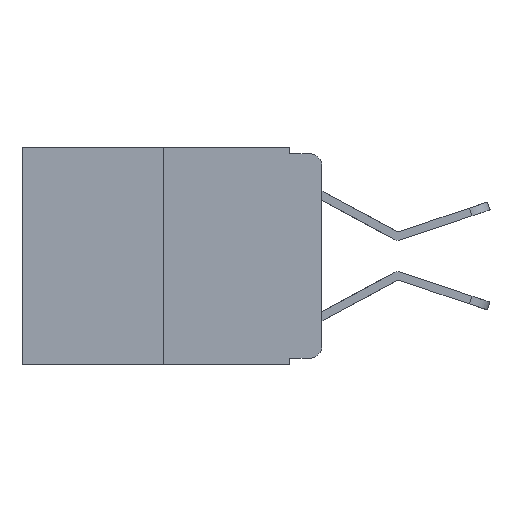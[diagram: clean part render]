
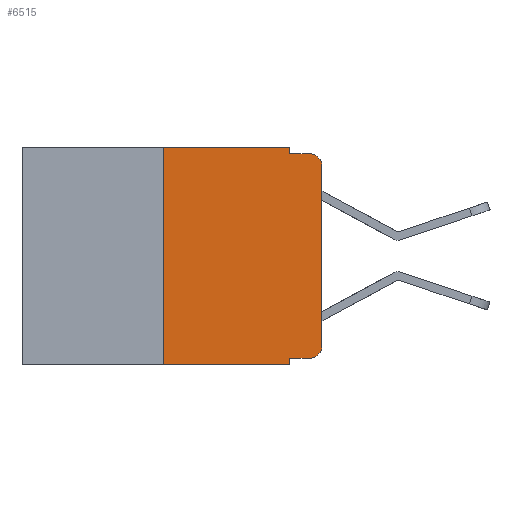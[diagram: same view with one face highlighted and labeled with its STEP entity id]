
A CAD part, left-side view. The second image highlights one B-rep face of the part: STEP entity #6515.
In plain terms, the highlighted planar face has unit normal (-1, 0, 0).
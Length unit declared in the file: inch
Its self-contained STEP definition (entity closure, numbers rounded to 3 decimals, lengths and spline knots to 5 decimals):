
#888 = AXIS2_PLACEMENT_3D ( 'NONE', #5971, #7366, #7459 ) ;
#1062 = VERTEX_POINT ( 'NONE', #16053 ) ;
#1270 = DIRECTION ( 'NONE',  ( 0., 0., -1. ) ) ;
#1271 = DIRECTION ( 'NONE',  ( 0., -1., 0. ) ) ;
#1393 = VECTOR ( 'NONE', #15584, 39.37008 ) ;
#1499 = VECTOR ( 'NONE', #1653, 39.37008 ) ;
#1653 = DIRECTION ( 'NONE',  ( 0., -1., 0. ) ) ;
#2046 = AXIS2_PLACEMENT_3D ( 'NONE', #2256, #7384, #1270 ) ;
#2051 = EDGE_CURVE ( 'NONE', #6452, #1062, #2812, .T. ) ;
#2240 = CARTESIAN_POINT ( 'NONE',  ( 0., 0.25, -0.343 ) ) ;
#2256 = CARTESIAN_POINT ( 'NONE',  ( 0., 0.02, -0.03 ) ) ;
#2286 = ORIENTED_EDGE ( 'NONE', *, *, #8334, .F. ) ;
#2502 = LINE ( 'NONE', #12462, #2978 ) ;
#2537 = VECTOR ( 'NONE', #8138, 39.37008 ) ;
#2651 = EDGE_CURVE ( 'NONE', #6523, #10772, #15646, .T. ) ;
#2708 = VERTEX_POINT ( 'NONE', #13584 ) ;
#2765 = CARTESIAN_POINT ( 'NONE',  ( 0., 0.051, 0. ) ) ;
#2812 = LINE ( 'NONE', #6395, #15756 ) ;
#2978 = VECTOR ( 'NONE', #1271, 39.37008 ) ;
#3237 = DIRECTION ( 'NONE',  ( 0., 0., -1. ) ) ;
#3244 = CARTESIAN_POINT ( 'NONE',  ( 0., 0.473, 0. ) ) ;
#3331 = CARTESIAN_POINT ( 'NONE',  ( 0., 0.051, 0. ) ) ;
#3393 = ORIENTED_EDGE ( 'NONE', *, *, #6214, .T. ) ;
#3522 = AXIS2_PLACEMENT_3D ( 'NONE', #11813, #9359, #4396 ) ;
#3647 = CARTESIAN_POINT ( 'NONE',  ( 0., 0.051, -0.333 ) ) ;
#3667 = VERTEX_POINT ( 'NONE', #9628 ) ;
#3838 = CARTESIAN_POINT ( 'NONE',  ( 0., 0.02, -0.333 ) ) ;
#3894 = ORIENTED_EDGE ( 'NONE', *, *, #9070, .F. ) ;
#4003 = ORIENTED_EDGE ( 'NONE', *, *, #2051, .T. ) ;
#4396 = DIRECTION ( 'NONE',  ( 0., 0., -1. ) ) ;
#4494 = VERTEX_POINT ( 'NONE', #3838 ) ;
#4746 = PLANE ( 'NONE',  #888 ) ;
#5278 = CARTESIAN_POINT ( 'NONE',  ( 0., 0.25, 0. ) ) ;
#5532 = EDGE_CURVE ( 'NONE', #7941, #5821, #8321, .T. ) ;
#5535 = LINE ( 'NONE', #3244, #2537 ) ;
#5821 = VERTEX_POINT ( 'NONE', #5278 ) ;
#5896 = VERTEX_POINT ( 'NONE', #15407 ) ;
#5971 = CARTESIAN_POINT ( 'NONE',  ( 0., 0.473, 0. ) ) ;
#6214 = EDGE_CURVE ( 'NONE', #7941, #10772, #2502, .T. ) ;
#6250 = ORIENTED_EDGE ( 'NONE', *, *, #15425, .T. ) ;
#6391 = CIRCLE ( 'NONE', #3522, 0.02 ) ;
#6395 = CARTESIAN_POINT ( 'NONE',  ( 0., 0., 0. ) ) ;
#6452 = VERTEX_POINT ( 'NONE', #9481 ) ;
#6515 = ADVANCED_FACE ( 'NONE', ( #15855 ), #4746, .F. ) ;
#6523 = VERTEX_POINT ( 'NONE', #13323 ) ;
#6841 = CARTESIAN_POINT ( 'NONE',  ( 0., 0.25, 0. ) ) ;
#7048 = ORIENTED_EDGE ( 'NONE', *, *, #2651, .F. ) ;
#7363 = ORIENTED_EDGE ( 'NONE', *, *, #10329, .T. ) ;
#7366 = DIRECTION ( 'NONE',  ( 1., 0., 0. ) ) ;
#7384 = DIRECTION ( 'NONE',  ( -1., 0., 0. ) ) ;
#7459 = DIRECTION ( 'NONE',  ( 0., 0., -1. ) ) ;
#7611 = CARTESIAN_POINT ( 'NONE',  ( 0., 0.051, -0.343 ) ) ;
#7941 = VERTEX_POINT ( 'NONE', #2240 ) ;
#8138 = DIRECTION ( 'NONE',  ( 0., -1., 0. ) ) ;
#8321 = LINE ( 'NONE', #6841, #1393 ) ;
#8334 = EDGE_CURVE ( 'NONE', #5821, #5896, #5535, .T. ) ;
#8612 = DIRECTION ( 'NONE',  ( 0., -1., 0. ) ) ;
#9070 = EDGE_CURVE ( 'NONE', #3667, #2708, #12694, .T. ) ;
#9294 = VECTOR ( 'NONE', #10422, 39.37008 ) ;
#9359 = DIRECTION ( 'NONE',  ( -1., 0., 0. ) ) ;
#9481 = CARTESIAN_POINT ( 'NONE',  ( 0., 0., -0.313 ) ) ;
#9628 = CARTESIAN_POINT ( 'NONE',  ( 0., 0.051, -0.01 ) ) ;
#10227 = CARTESIAN_POINT ( 'NONE',  ( 0., 0.051, -0.01 ) ) ;
#10329 = EDGE_CURVE ( 'NONE', #6523, #4494, #11062, .T. ) ;
#10422 = DIRECTION ( 'NONE',  ( 0., 0., -1. ) ) ;
#10772 = VERTEX_POINT ( 'NONE', #7611 ) ;
#11062 = LINE ( 'NONE', #3647, #13965 ) ;
#11813 = CARTESIAN_POINT ( 'NONE',  ( 0., 0.02, -0.313 ) ) ;
#12462 = CARTESIAN_POINT ( 'NONE',  ( 0., 0.473, -0.343 ) ) ;
#12682 = DIRECTION ( 'NONE',  ( 0., 0., 1. ) ) ;
#12694 = LINE ( 'NONE', #10227, #1499 ) ;
#12816 = EDGE_CURVE ( 'NONE', #5896, #3667, #15091, .T. ) ;
#12959 = ORIENTED_EDGE ( 'NONE', *, *, #14389, .T. ) ;
#13323 = CARTESIAN_POINT ( 'NONE',  ( 0., 0.051, -0.333 ) ) ;
#13584 = CARTESIAN_POINT ( 'NONE',  ( 0., 0.02, -0.01 ) ) ;
#13965 = VECTOR ( 'NONE', #8612, 39.37008 ) ;
#14017 = ORIENTED_EDGE ( 'NONE', *, *, #12816, .F. ) ;
#14216 = ORIENTED_EDGE ( 'NONE', *, *, #5532, .F. ) ;
#14389 = EDGE_CURVE ( 'NONE', #1062, #2708, #15592, .T. ) ;
#14951 = EDGE_LOOP ( 'NONE', ( #4003, #12959, #3894, #14017, #2286, #14216, #3393, #7048, #7363, #6250 ) ) ;
#15091 = LINE ( 'NONE', #2765, #9294 ) ;
#15407 = CARTESIAN_POINT ( 'NONE',  ( 0., 0.051, 0. ) ) ;
#15425 = EDGE_CURVE ( 'NONE', #4494, #6452, #6391, .T. ) ;
#15505 = VECTOR ( 'NONE', #3237, 39.37008 ) ;
#15584 = DIRECTION ( 'NONE',  ( 0., 0., 1. ) ) ;
#15592 = CIRCLE ( 'NONE', #2046, 0.02 ) ;
#15646 = LINE ( 'NONE', #3331, #15505 ) ;
#15756 = VECTOR ( 'NONE', #12682, 39.37008 ) ;
#15855 = FACE_OUTER_BOUND ( 'NONE', #14951, .T. ) ;
#16053 = CARTESIAN_POINT ( 'NONE',  ( 0., 0., -0.03 ) ) ;
